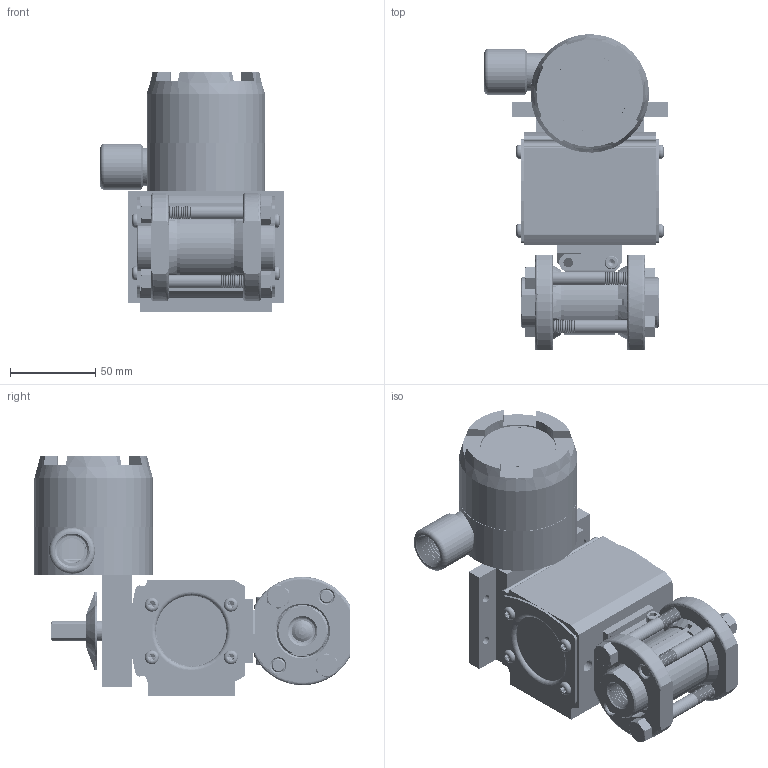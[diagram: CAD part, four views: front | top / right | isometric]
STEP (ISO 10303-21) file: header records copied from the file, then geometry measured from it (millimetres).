
FILE_DESCRIPTION (( 'STEP AP203' ), '1' );
FILE_NAME ('27XXSEFA512DLS.step', '2018-09-05T12:31:38', ( '' ), ( '' ), 'SwSTEP 2.0', 'SolidWorks 2018', '' );
FILE_SCHEMA (( 'CONFIG_CONTROL_DESIGN' ));
Products named in the file (1): 27XXSEFA512DLS
Bounding box: 107.71 x 184.85 x 140.21 mm (x, y, z)
Volume: 577649.5 mm3; surface area: 221510.8 mm2
Topology: 39 solids, 39 shells, 3638 faces, 9924 edges, 6393 vertices
Faces by surface type: cylinder 1722, cone 1106, plane 577, torus 119, bspline 112, sphere 2
Entity records: 165056 total; most frequent: CARTESIAN_POINT 76530, ORIENTED_EDGE 19584, DIRECTION 18134, EDGE_CURVE 9792, AXIS2_PLACEMENT_3D 7269, VERTEX_POINT 6389, EDGE_LOOP 3927, CIRCLE 3742
